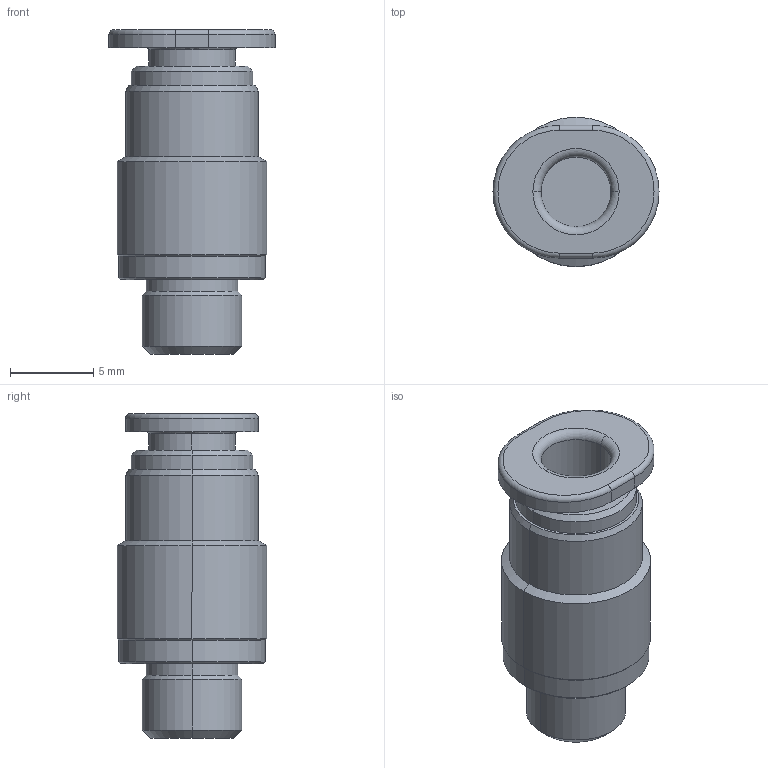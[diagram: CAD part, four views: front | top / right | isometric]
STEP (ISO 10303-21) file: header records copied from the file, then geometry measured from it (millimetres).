
FILE_DESCRIPTION((''),'2;1');
FILE_NAME('POC04M6C-mdt.stp','2017-07-24T15:08:05',(''),(''),'Mechanical Desktop 2009','Mechanical Desktop 2009',', , ');
FILE_SCHEMA(('CONFIG_CONTROL_DESIGN'));
Length unit declared in the file: millimetre
Products named in the file (3): POC04M6C-MDTA; POC04M6C-MDT; COLLAR-C04C
Assembly tree (3 placements, depth 2):
  POC04M6C-MDTA
    POC04M6C-MDT
    COLLAR-C04C  x2
Bounding box: 10 x 9 x 19.55 mm (x, y, z)
Volume: 755 mm3; surface area: 856.4 mm2
Topology: 1 solids, 1 shells, 54 faces, 108 edges, 62 vertices
Faces by surface type: cylinder 22, cone 14, plane 10, bspline 4, torus 4
Entity records: 1689 total; most frequent: CARTESIAN_POINT 404, DIRECTION 282, ORIENTED_EDGE 216, AXIS2_PLACEMENT_3D 120, EDGE_CURVE 108, CIRCLE 66, VERTEX_POINT 62, EDGE_LOOP 60
